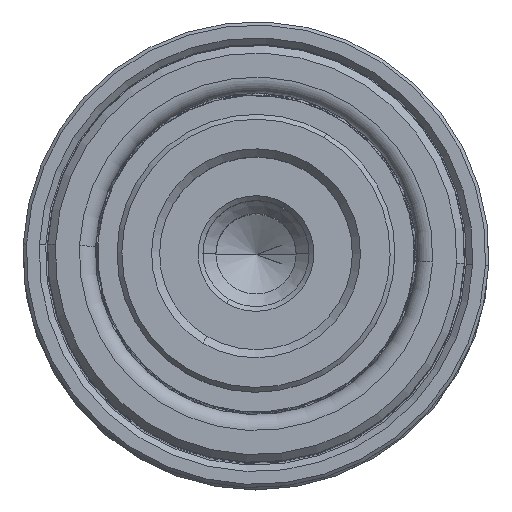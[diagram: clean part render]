
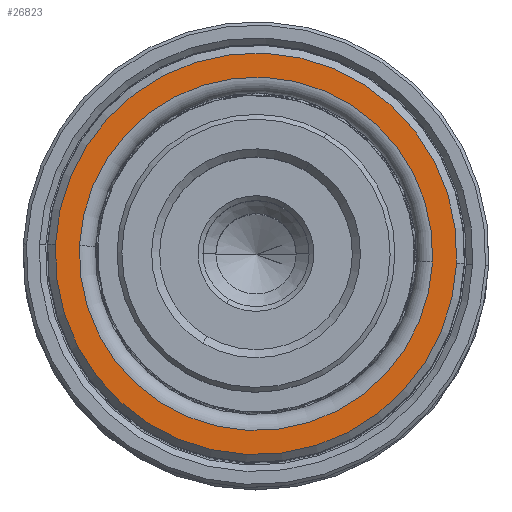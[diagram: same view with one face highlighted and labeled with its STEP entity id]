
A CAD part, top view. The second image highlights one B-rep face of the part: STEP entity #26823.
In plain terms, the highlighted planar face has unit normal (0, 0, 1).
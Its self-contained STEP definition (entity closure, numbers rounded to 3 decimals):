
#413 = DIRECTION ( 'NONE',  ( 1., 0., 0. ) ) ;
#556 = EDGE_CURVE ( 'NONE', #26112, #12263, #13027, .T. ) ;
#2164 = EDGE_LOOP ( 'NONE', ( #2858, #8599 ) ) ;
#2858 = ORIENTED_EDGE ( 'NONE', *, *, #30007, .T. ) ;
#3650 = AXIS2_PLACEMENT_3D ( 'NONE', #14764, #33273, #17409 ) ;
#5292 = VERTEX_POINT ( 'NONE', #25075 ) ;
#5508 = ORIENTED_EDGE ( 'NONE', *, *, #31655, .T. ) ;
#7341 = EDGE_CURVE ( 'NONE', #14485, #5292, #20941, .T. ) ;
#8599 = ORIENTED_EDGE ( 'NONE', *, *, #7341, .T. ) ;
#9371 = AXIS2_PLACEMENT_3D ( 'NONE', #19175, #11466, #29931 ) ;
#10323 = CARTESIAN_POINT ( 'NONE',  ( 0., 0., 35. ) ) ;
#11466 = DIRECTION ( 'NONE',  ( 0., 0., 1. ) ) ;
#12263 = VERTEX_POINT ( 'NONE', #17986 ) ;
#12970 = DIRECTION ( 'NONE',  ( 1., 0., 0. ) ) ;
#13027 = CIRCLE ( 'NONE', #14966, 12.5 ) ;
#13455 = CARTESIAN_POINT ( 'NONE',  ( 12.5, 0., 35. ) ) ;
#13834 = CARTESIAN_POINT ( 'NONE',  ( 0., 0., 35. ) ) ;
#14373 = ORIENTED_EDGE ( 'NONE', *, *, #556, .T. ) ;
#14485 = VERTEX_POINT ( 'NONE', #17125 ) ;
#14764 = CARTESIAN_POINT ( 'NONE',  ( 0., 0., 35. ) ) ;
#14966 = AXIS2_PLACEMENT_3D ( 'NONE', #10323, #28799, #12970 ) ;
#15898 = CIRCLE ( 'NONE', #3650, 11. ) ;
#15925 = EDGE_LOOP ( 'NONE', ( #5508, #14373 ) ) ;
#16283 = DIRECTION ( 'NONE',  ( 0., 0., -1. ) ) ;
#16480 = DIRECTION ( 'NONE',  ( 1., 0., 0. ) ) ;
#17125 = CARTESIAN_POINT ( 'NONE',  ( -11., 0., 35. ) ) ;
#17409 = DIRECTION ( 'NONE',  ( 1., 0., 0. ) ) ;
#17986 = CARTESIAN_POINT ( 'NONE',  ( -12.5, 0., 35. ) ) ;
#19175 = CARTESIAN_POINT ( 'NONE',  ( 0., 0., 35. ) ) ;
#20931 = FACE_BOUND ( 'NONE', #2164, .T. ) ;
#20941 = CIRCLE ( 'NONE', #22458, 11. ) ;
#22458 = AXIS2_PLACEMENT_3D ( 'NONE', #32144, #16283, #413 ) ;
#25075 = CARTESIAN_POINT ( 'NONE',  ( 11., 0., 35. ) ) ;
#25777 = CIRCLE ( 'NONE', #27124, 12.5 ) ;
#26112 = VERTEX_POINT ( 'NONE', #13455 ) ;
#26341 = FACE_OUTER_BOUND ( 'NONE', #15925, .T. ) ;
#26823 = ADVANCED_FACE ( 'NONE', ( #20931, #26341 ), #27276, .T. ) ;
#27124 = AXIS2_PLACEMENT_3D ( 'NONE', #13834, #32340, #16480 ) ;
#27276 = PLANE ( 'NONE',  #9371 ) ;
#28799 = DIRECTION ( 'NONE',  ( 0., 0., 1. ) ) ;
#29931 = DIRECTION ( 'NONE',  ( 1., 0., 0. ) ) ;
#30007 = EDGE_CURVE ( 'NONE', #5292, #14485, #15898, .T. ) ;
#31655 = EDGE_CURVE ( 'NONE', #12263, #26112, #25777, .T. ) ;
#32144 = CARTESIAN_POINT ( 'NONE',  ( 0., 0., 35. ) ) ;
#32340 = DIRECTION ( 'NONE',  ( 0., 0., 1. ) ) ;
#33273 = DIRECTION ( 'NONE',  ( 0., 0., -1. ) ) ;
